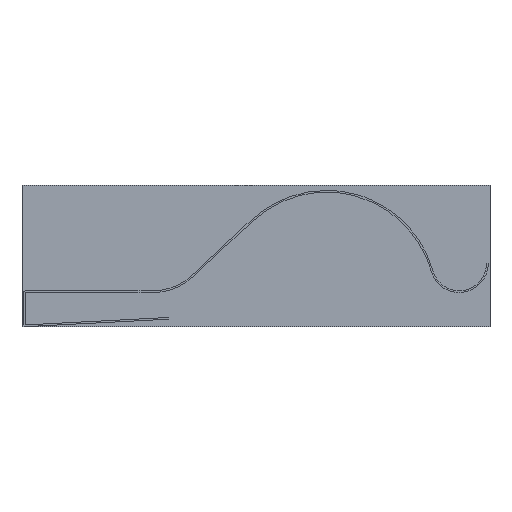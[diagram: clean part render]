
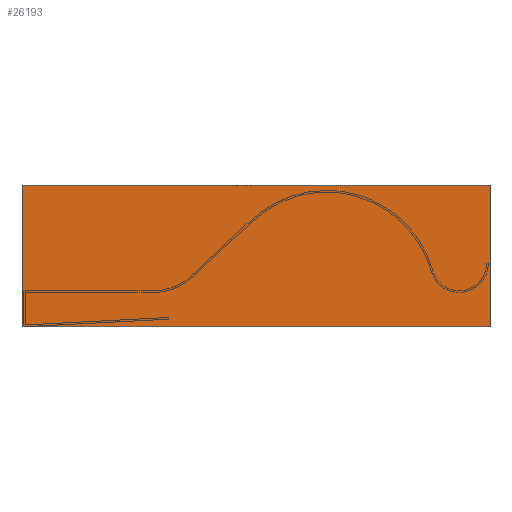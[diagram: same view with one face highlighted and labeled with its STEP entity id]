
A CAD part, front view. The second image highlights one B-rep face of the part: STEP entity #26193.
In plain terms, the highlighted planar face has unit normal (0, -1, 0).
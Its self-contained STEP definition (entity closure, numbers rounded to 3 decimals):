
#2845=ORIENTED_EDGE('',*,*,#11459,.T.);
#2846=ORIENTED_EDGE('',*,*,#11463,.T.);
#2847=ORIENTED_EDGE('',*,*,#11466,.T.);
#2848=ORIENTED_EDGE('',*,*,#11468,.T.);
#11459=EDGE_CURVE('',#15774,#15773,#19009,.T.);
#11463=EDGE_CURVE('',#15773,#15776,#19013,.T.);
#11466=EDGE_CURVE('',#15776,#15778,#19016,.T.);
#11468=EDGE_CURVE('',#15778,#15774,#19018,.T.);
#15773=VERTEX_POINT('',#34306);
#15774=VERTEX_POINT('',#34308);
#15776=VERTEX_POINT('',#34314);
#15778=VERTEX_POINT('',#34320);
#19009=LINE('',#34307,#21042);
#19013=LINE('',#34315,#21046);
#19016=LINE('',#34321,#21049);
#19018=LINE('',#34324,#21051);
#21042=VECTOR('',#28989,1000.);
#21046=VECTOR('',#28995,1000.);
#21049=VECTOR('',#29000,1000.);
#21051=VECTOR('',#29004,1000.);
#23077=EDGE_LOOP('',(#2845,#2846,#2847,#2848));
#24331=FACE_BOUND('',#23077,.T.);
#25585=PLANE('',#27346);
#26193=ADVANCED_FACE('',(#24331),#25585,.T.);
#27346=AXIS2_PLACEMENT_3D('',#34325,#29005,#29006);
#28989=DIRECTION('',(0.,0.,-1.));
#28995=DIRECTION('',(1.,0.,0.));
#29000=DIRECTION('',(0.,0.,1.));
#29004=DIRECTION('',(-1.,0.,0.));
#29005=DIRECTION('',(0.,-1.,0.));
#29006=DIRECTION('',(0.,0.,-1.));
#34306=CARTESIAN_POINT('',(-13.69,-205.295,-4.135));
#34307=CARTESIAN_POINT('',(-13.69,-205.295,4.135));
#34308=CARTESIAN_POINT('',(-13.69,-205.295,4.135));
#34314=CARTESIAN_POINT('',(13.69,-205.295,-4.135));
#34315=CARTESIAN_POINT('',(-13.69,-205.295,-4.135));
#34320=CARTESIAN_POINT('',(13.69,-205.295,4.135));
#34321=CARTESIAN_POINT('',(13.69,-205.295,-4.135));
#34324=CARTESIAN_POINT('',(13.69,-205.295,4.135));
#34325=CARTESIAN_POINT('',(0.,-205.295,0.));
